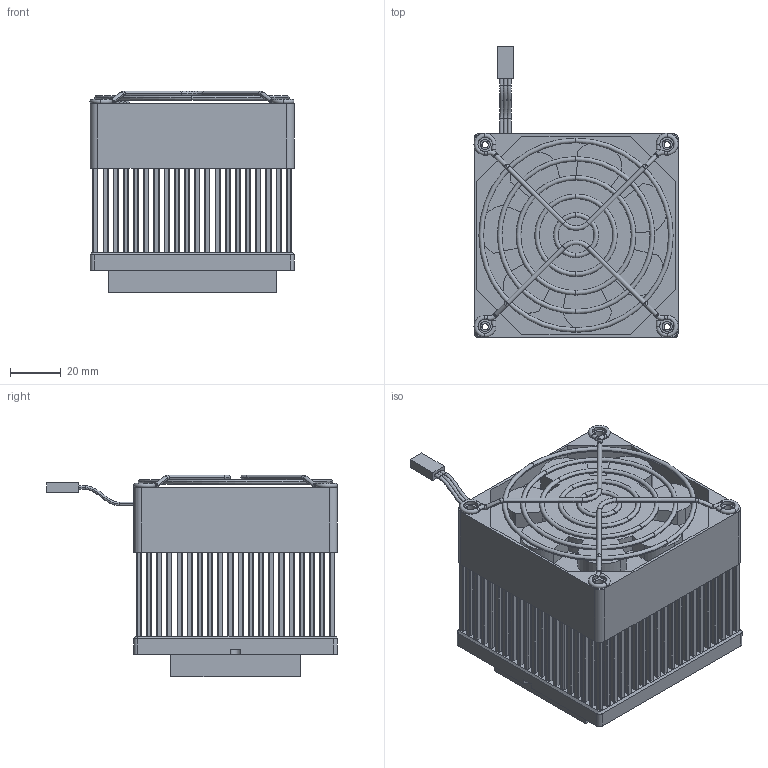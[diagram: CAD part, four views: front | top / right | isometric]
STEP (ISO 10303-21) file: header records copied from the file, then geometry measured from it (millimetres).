
FILE_DESCRIPTION (( 'STEP AP214' ), '1' );
FILE_NAME ('UA-95-5, DF.STEP', '2025-09-10T22:39:28', ( '' ), ( '' ), 'SwSTEP 2.0', 'SolidWorks 2021', '' );
FILE_SCHEMA (( 'AUTOMOTIVE_DESIGN' ));
Length unit declared in the file: inch
Products named in the file (1): UA-95-5, DF
Bounding box: 80.11 x 114.26 x 79.18 mm (x, y, z)
Volume: 273077.7 mm3; surface area: 148498.7 mm2
Topology: 3 solids, 3 shells, 3918 faces, 10401 edges, 6912 vertices
Faces by surface type: plane 2080, cylinder 1710, torus 76, cone 36, bspline 16
Entity records: 175202 total; most frequent: CARTESIAN_POINT 23328, DIRECTION 21643, ORIENTED_EDGE 20802, EDGE_CURVE 10401, AXIS2_PLACEMENT_3D 7495, VERTEX_POINT 6912, VECTOR 6653, LINE 6653
